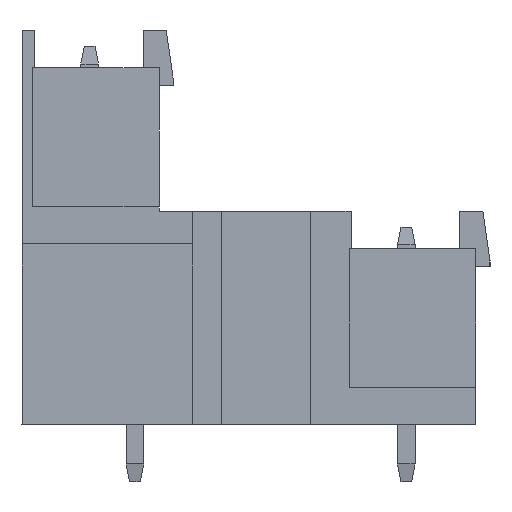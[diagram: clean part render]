
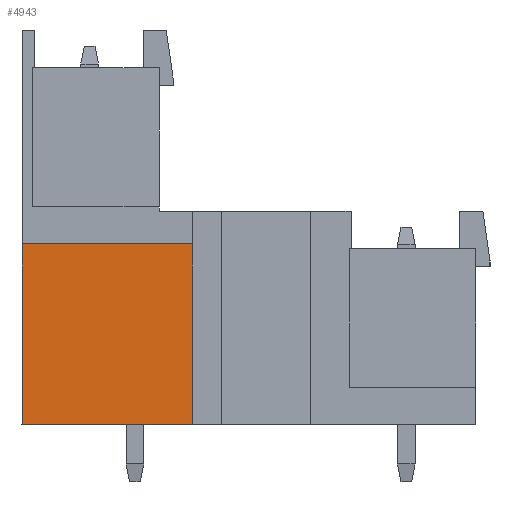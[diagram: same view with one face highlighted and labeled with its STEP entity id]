
A CAD part, left-side view. The second image highlights one B-rep face of the part: STEP entity #4943.
In plain terms, the highlighted planar face has unit normal (-1, 0, 0).
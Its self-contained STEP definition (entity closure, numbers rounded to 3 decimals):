
#4930=AXIS2_PLACEMENT_3D('Plane Axis2P3D',#4927,#4928,#4929) ;
#3191=CARTESIAN_POINT('Vertex',(2.,26.28,3.2)) ;
#3194=CARTESIAN_POINT('Line Origine',(2.,26.28,8.28)) ;
#3198=CARTESIAN_POINT('Vertex',(2.,26.28,13.36)) ;
#3307=CARTESIAN_POINT('Vertex',(2.,16.7,3.2)) ;
#3310=CARTESIAN_POINT('Line Origine',(2.,21.49,3.2)) ;
#4910=CARTESIAN_POINT('Vertex',(2.,16.7,13.36)) ;
#4913=CARTESIAN_POINT('Line Origine',(2.,16.7,8.28)) ;
#4927=CARTESIAN_POINT('Axis2P3D Location',(2.,0.,13.36)) ;
#4932=CARTESIAN_POINT('Line Origine',(2.,21.49,13.36)) ;
#3195=DIRECTION('Vector Direction',(0.,0.,-1.)) ;
#3311=DIRECTION('Vector Direction',(0.,1.,0.)) ;
#4914=DIRECTION('Vector Direction',(0.,0.,1.)) ;
#4928=DIRECTION('Axis2P3D Direction',(1.,-0.,0.)) ;
#4929=DIRECTION('Axis2P3D XDirection',(0.,0.,-1.)) ;
#4933=DIRECTION('Vector Direction',(0.,1.,0.)) ;
#3196=VECTOR('Line Direction',#3195,1.) ;
#3312=VECTOR('Line Direction',#3311,1.) ;
#4915=VECTOR('Line Direction',#4914,1.) ;
#4934=VECTOR('Line Direction',#4933,1.) ;
#4938=ORIENTED_EDGE('',*,*,#4917,.T.) ;
#4939=ORIENTED_EDGE('',*,*,#4936,.T.) ;
#4940=ORIENTED_EDGE('',*,*,#3200,.T.) ;
#4941=ORIENTED_EDGE('',*,*,#3314,.F.) ;
#4943=ADVANCED_FACE('Housing',(#4942),#4931,.F.) ;
#3200=EDGE_CURVE('',#3199,#3192,#3197,.T.) ;
#3314=EDGE_CURVE('',#3308,#3192,#3313,.T.) ;
#4917=EDGE_CURVE('',#3308,#4911,#4916,.T.) ;
#4936=EDGE_CURVE('',#4911,#3199,#4935,.T.) ;
#4937=EDGE_LOOP('',(#4938,#4939,#4940,#4941)) ;
#4942=FACE_OUTER_BOUND('',#4937,.T.) ;
#3197=LINE('Line',#3194,#3196) ;
#3313=LINE('Line',#3310,#3312) ;
#4916=LINE('Line',#4913,#4915) ;
#4935=LINE('Line',#4932,#4934) ;
#4931=PLANE('',#4930) ;
#3192=VERTEX_POINT('',#3191) ;
#3199=VERTEX_POINT('',#3198) ;
#3308=VERTEX_POINT('',#3307) ;
#4911=VERTEX_POINT('',#4910) ;
